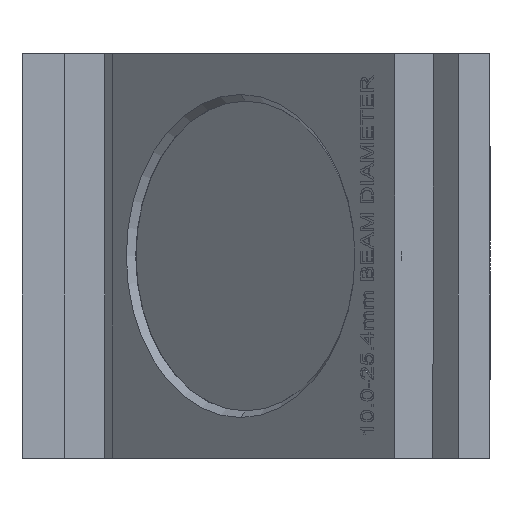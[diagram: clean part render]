
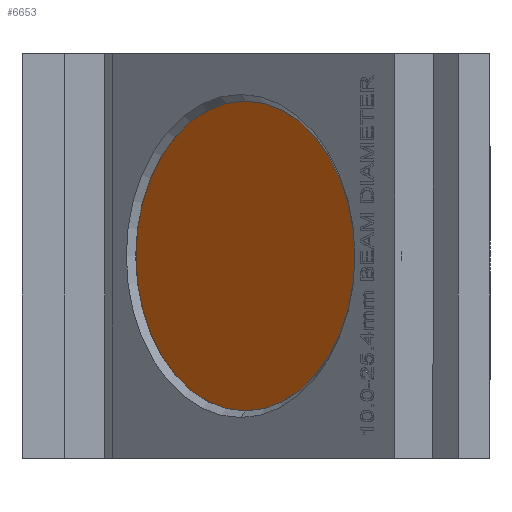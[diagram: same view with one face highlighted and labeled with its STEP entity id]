
A CAD part, left-side view. The second image highlights one B-rep face of the part: STEP entity #6653.
In plain terms, the highlighted planar face has unit normal (-0.707, 0.707, 0).
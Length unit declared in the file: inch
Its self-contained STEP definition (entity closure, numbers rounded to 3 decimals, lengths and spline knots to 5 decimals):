
#2230 = DIRECTION ( 'NONE',  ( -0.707, 0.707, 0. ) ) ;
#3623 = PLANE ( 'NONE',  #25992 ) ;
#4590 = AXIS2_PLACEMENT_3D ( 'NONE', #25300, #44089, #6335 ) ;
#6335 = DIRECTION ( 'NONE',  ( 0.707, 0.707, 0. ) ) ;
#6653 = ADVANCED_FACE ( 'NONE', ( #28833 ), #3623, .F. ) ;
#7999 = CIRCLE ( 'NONE', #40625, 0.74803 ) ;
#9043 = ORIENTED_EDGE ( 'NONE', *, *, #36070, .T. ) ;
#9735 = CARTESIAN_POINT ( 'NONE',  ( -0.58415, 0.22916, 0.94983 ) ) ;
#14720 = EDGE_LOOP ( 'NONE', ( #9043, #17082 ) ) ;
#17082 = ORIENTED_EDGE ( 'NONE', *, *, #36146, .T. ) ;
#20743 = CARTESIAN_POINT ( 'NONE',  ( -0.05521, 0.7581, 0.94994 ) ) ;
#25300 = CARTESIAN_POINT ( 'NONE',  ( -0.05521, 0.7581, 0.94994 ) ) ;
#25992 = AXIS2_PLACEMENT_3D ( 'NONE', #30450, #45005, #26052 ) ;
#26052 = DIRECTION ( 'NONE',  ( -0.707, -0.707, 0. ) ) ;
#27592 = VERTEX_POINT ( 'NONE', #9735 ) ;
#28511 = CARTESIAN_POINT ( 'NONE',  ( 0.47373, 1.28704, 0.95005 ) ) ;
#28833 = FACE_OUTER_BOUND ( 'NONE', #14720, .T. ) ;
#30450 = CARTESIAN_POINT ( 'NONE',  ( -0.05521, 0.7581, 0.94994 ) ) ;
#36070 = EDGE_CURVE ( 'NONE', #48555, #27592, #7999, .T. ) ;
#36146 = EDGE_CURVE ( 'NONE', #27592, #48555, #37815, .T. ) ;
#37815 = CIRCLE ( 'NONE', #4590, 0.74803 ) ;
#40625 = AXIS2_PLACEMENT_3D ( 'NONE', #20743, #2230, #46574 ) ;
#44089 = DIRECTION ( 'NONE',  ( -0.707, 0.707, 0. ) ) ;
#45005 = DIRECTION ( 'NONE',  ( 0.707, -0.707, 0. ) ) ;
#46574 = DIRECTION ( 'NONE',  ( 0.707, 0.707, 0. ) ) ;
#48555 = VERTEX_POINT ( 'NONE', #28511 ) ;
